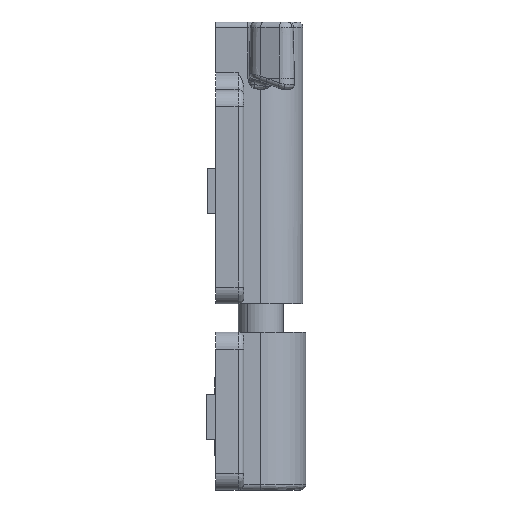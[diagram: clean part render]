
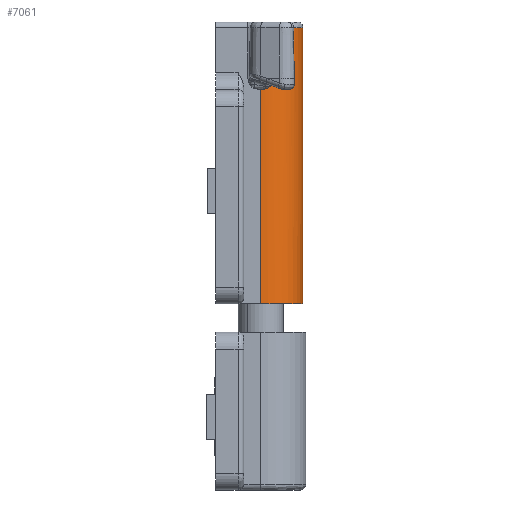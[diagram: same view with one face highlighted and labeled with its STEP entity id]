
A CAD part, front view. The second image highlights one B-rep face of the part: STEP entity #7061.
In plain terms, the highlighted cylindrical face has radius 7.5 mm (diameter 15 mm), a partial arc.
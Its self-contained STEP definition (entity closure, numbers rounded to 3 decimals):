
#85 = EDGE_LOOP ( 'NONE', ( #1047, #7349, #6171, #1699, #241, #183, #6260, #1662 ) ) ;
#122 = VERTEX_POINT ( 'NONE', #1893 ) ;
#183 = ORIENTED_EDGE ( 'NONE', *, *, #1809, .T. ) ;
#241 = ORIENTED_EDGE ( 'NONE', *, *, #6921, .T. ) ;
#319 = CARTESIAN_POINT ( 'NONE',  ( 2.186, -7.175, 39.48 ) ) ;
#339 = CARTESIAN_POINT ( 'NONE',  ( 0.779, -7.463, 38.054 ) ) ;
#368 = CARTESIAN_POINT ( 'NONE',  ( 2.147, -7.186, 39.352 ) ) ;
#624 = VERTEX_POINT ( 'NONE', #3946 ) ;
#723 = EDGE_CURVE ( 'NONE', #4562, #4283, #4144, .T. ) ;
#784 = CARTESIAN_POINT ( 'NONE',  ( 0., 0., 49. ) ) ;
#996 = CARTESIAN_POINT ( 'NONE',  ( 2.046, -7.216, 39.11 ) ) ;
#1012 = VECTOR ( 'NONE', #2123, 1000. ) ;
#1047 = ORIENTED_EDGE ( 'NONE', *, *, #3733, .T. ) ;
#1082 = DIRECTION ( 'NONE',  ( -1., 0., 0. ) ) ;
#1582 = VECTOR ( 'NONE', #1869, 1000. ) ;
#1662 = ORIENTED_EDGE ( 'NONE', *, *, #723, .T. ) ;
#1699 = ORIENTED_EDGE ( 'NONE', *, *, #6623, .T. ) ;
#1809 = EDGE_CURVE ( 'NONE', #4870, #624, #3990, .T. ) ;
#1869 = DIRECTION ( 'NONE',  ( 0., 0., 1. ) ) ;
#1893 = CARTESIAN_POINT ( 'NONE',  ( 0., 7.5, 49. ) ) ;
#1968 = DIRECTION ( 'NONE',  ( 0., 0., 1. ) ) ;
#1988 = CARTESIAN_POINT ( 'NONE',  ( 0.25, -7.496, 38. ) ) ;
#2094 = AXIS2_PLACEMENT_3D ( 'NONE', #4816, #1968, #4912 ) ;
#2123 = DIRECTION ( 'NONE',  ( 0., 0., -1. ) ) ;
#2167 = AXIS2_PLACEMENT_3D ( 'NONE', #4047, #7377, #1082 ) ;
#2171 = DIRECTION ( 'NONE',  ( 0., 0., -1. ) ) ;
#2428 = CARTESIAN_POINT ( 'NONE',  ( 0., -7.5, 50. ) ) ;
#2710 = CARTESIAN_POINT ( 'NONE',  ( 0., -7.5, 38. ) ) ;
#2731 = CARTESIAN_POINT ( 'NONE',  ( 2.25, -7.155, 50. ) ) ;
#2779 = AXIS2_PLACEMENT_3D ( 'NONE', #4536, #2171, #6158 ) ;
#2818 = DIRECTION ( 'NONE',  ( 0., 0., -1. ) ) ;
#2873 = CIRCLE ( 'NONE', #3699, 7.5 ) ;
#3078 = DIRECTION ( 'NONE',  ( 0., 0., -1. ) ) ;
#3123 = LINE ( 'NONE', #4752, #1582 ) ;
#3260 = VERTEX_POINT ( 'NONE', #6160 ) ;
#3383 = CIRCLE ( 'NONE', #3654, 7.5 ) ;
#3654 = AXIS2_PLACEMENT_3D ( 'NONE', #784, #3078, #7074 ) ;
#3699 = AXIS2_PLACEMENT_3D ( 'NONE', #7368, #2818, #6185 ) ;
#3733 = EDGE_CURVE ( 'NONE', #4283, #3260, #5017, .T. ) ;
#3748 = FACE_OUTER_BOUND ( 'NONE', #85, .T. ) ;
#3839 = CYLINDRICAL_SURFACE ( 'NONE', #2167, 7.5 ) ;
#3846 = CARTESIAN_POINT ( 'NONE',  ( 1.839, -7.271, 38.779 ) ) ;
#3946 = CARTESIAN_POINT ( 'NONE',  ( 0.25, -7.496, 38. ) ) ;
#3954 = CARTESIAN_POINT ( 'NONE',  ( 7.5, 0., 49. ) ) ;
#3962 = CARTESIAN_POINT ( 'NONE',  ( 2.25, -7.155, 49. ) ) ;
#3990 = B_SPLINE_CURVE_WITH_KNOTS ( 'NONE', 3,
 ( #7284, #6190, #5011, #319, #368, #996, #4474, #3846, #7320, #6114, #4276, #339, #7345, #1988 ),
 .UNSPECIFIED., .F., .F.,
 ( 4, 2, 2, 2, 2, 2, 4 ),
 ( 0., 0., 0.001, 0.001, 0.002, 0.002, 0.003 ),
 .UNSPECIFIED. ) ;
#4047 = CARTESIAN_POINT ( 'NONE',  ( 0., 0., 50. ) ) ;
#4144 = LINE ( 'NONE', #2428, #5834 ) ;
#4276 = CARTESIAN_POINT ( 'NONE',  ( 1.259, -7.398, 38.254 ) ) ;
#4283 = VERTEX_POINT ( 'NONE', #6681 ) ;
#4474 = CARTESIAN_POINT ( 'NONE',  ( 1.984, -7.233, 38.996 ) ) ;
#4536 = CARTESIAN_POINT ( 'NONE',  ( 0., 0., 38. ) ) ;
#4562 = VERTEX_POINT ( 'NONE', #2710 ) ;
#4752 = CARTESIAN_POINT ( 'NONE',  ( 0., 7.5, 50. ) ) ;
#4796 = DIRECTION ( 'NONE',  ( 0., 0., -1. ) ) ;
#4816 = CARTESIAN_POINT ( 'NONE',  ( 0., 0., 0. ) ) ;
#4870 = VERTEX_POINT ( 'NONE', #6597 ) ;
#4912 = DIRECTION ( 'NONE',  ( -1., 0., 0. ) ) ;
#5011 = CARTESIAN_POINT ( 'NONE',  ( 2.237, -7.159, 39.736 ) ) ;
#5017 = CIRCLE ( 'NONE', #2094, 7.5 ) ;
#5569 = EDGE_CURVE ( 'NONE', #122, #6353, #2873, .T. ) ;
#5816 = VERTEX_POINT ( 'NONE', #3962 ) ;
#5834 = VECTOR ( 'NONE', #4796, 1000. ) ;
#5878 = EDGE_CURVE ( 'NONE', #624, #4562, #6816, .T. ) ;
#6114 = CARTESIAN_POINT ( 'NONE',  ( 1.481, -7.355, 38.402 ) ) ;
#6158 = DIRECTION ( 'NONE',  ( -1., 0., 0. ) ) ;
#6160 = CARTESIAN_POINT ( 'NONE',  ( 0., 7.5, 0. ) ) ;
#6171 = ORIENTED_EDGE ( 'NONE', *, *, #5569, .T. ) ;
#6185 = DIRECTION ( 'NONE',  ( -1., 0., 0. ) ) ;
#6190 = CARTESIAN_POINT ( 'NONE',  ( 2.25, -7.155, 39.867 ) ) ;
#6260 = ORIENTED_EDGE ( 'NONE', *, *, #5878, .T. ) ;
#6353 = VERTEX_POINT ( 'NONE', #3954 ) ;
#6597 = CARTESIAN_POINT ( 'NONE',  ( 2.25, -7.155, 40. ) ) ;
#6613 = EDGE_CURVE ( 'NONE', #3260, #122, #3123, .T. ) ;
#6623 = EDGE_CURVE ( 'NONE', #6353, #5816, #3383, .T. ) ;
#6681 = CARTESIAN_POINT ( 'NONE',  ( 0., -7.5, 0. ) ) ;
#6816 = CIRCLE ( 'NONE', #2779, 7.5 ) ;
#6921 = EDGE_CURVE ( 'NONE', #5816, #4870, #7326, .T. ) ;
#7061 = ADVANCED_FACE ( 'NONE', ( #3748 ), #3839, .T. ) ;
#7074 = DIRECTION ( 'NONE',  ( -1., 0., 0. ) ) ;
#7284 = CARTESIAN_POINT ( 'NONE',  ( 2.25, -7.155, 40. ) ) ;
#7320 = CARTESIAN_POINT ( 'NONE',  ( 1.755, -7.292, 38.677 ) ) ;
#7326 = LINE ( 'NONE', #2731, #1012 ) ;
#7345 = CARTESIAN_POINT ( 'NONE',  ( 0.516, -7.487, 38. ) ) ;
#7349 = ORIENTED_EDGE ( 'NONE', *, *, #6613, .T. ) ;
#7368 = CARTESIAN_POINT ( 'NONE',  ( 0., 0., 49. ) ) ;
#7377 = DIRECTION ( 'NONE',  ( 0., 0., -1. ) ) ;
